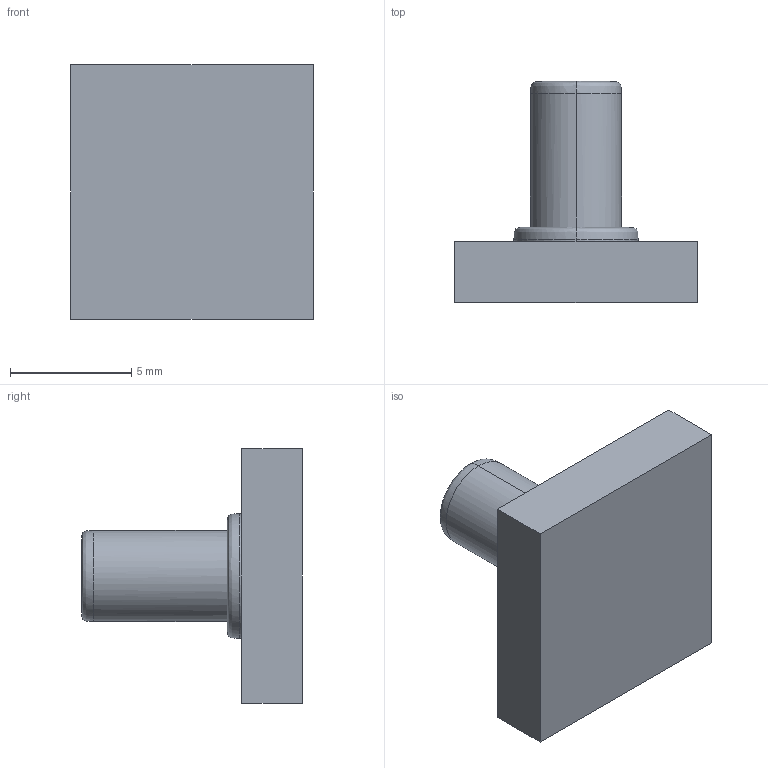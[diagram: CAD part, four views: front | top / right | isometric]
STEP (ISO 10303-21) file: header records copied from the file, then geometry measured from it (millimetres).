
FILE_DESCRIPTION (( 'STEP AP214' ), '1' );
FILE_NAME ('Dzhoystik.STEP', '2018-12-03T09:51:25', ( 'Pol_zovatel_ Windows' ), ( '' ), 'SwSTEP 2.0', 'SolidWorks 2018', '' );
FILE_SCHEMA (( 'AUTOMOTIVE_DESIGN' ));
Length unit declared in the file: millimetre
Products named in the file (1): 欄鍣嚦鴀
Bounding box: 10 x 9.1 x 10.5 mm (x, y, z)
Volume: 340.6 mm3; surface area: 389.4 mm2
Topology: 1 solids, 1 shells, 16 faces, 32 edges, 20 vertices
Faces by surface type: plane 8, bspline 4, cylinder 4
Entity records: 1001 total; most frequent: CARTESIAN_POINT 617, ORIENTED_EDGE 64, DIRECTION 50, EDGE_CURVE 32, VERTEX_POINT 20, EDGE_LOOP 18, AXIS2_PLACEMENT_3D 17, FACE_OUTER_BOUND 16
